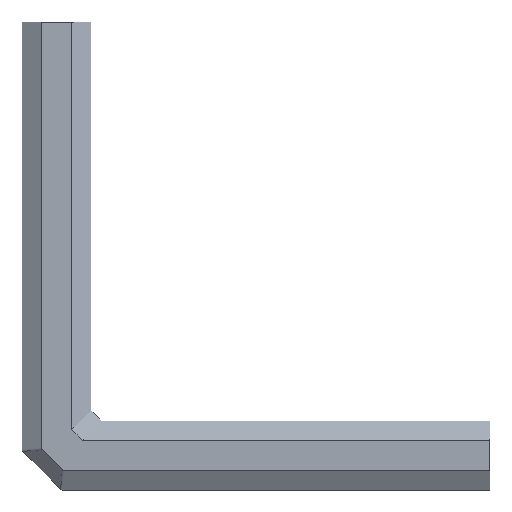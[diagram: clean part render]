
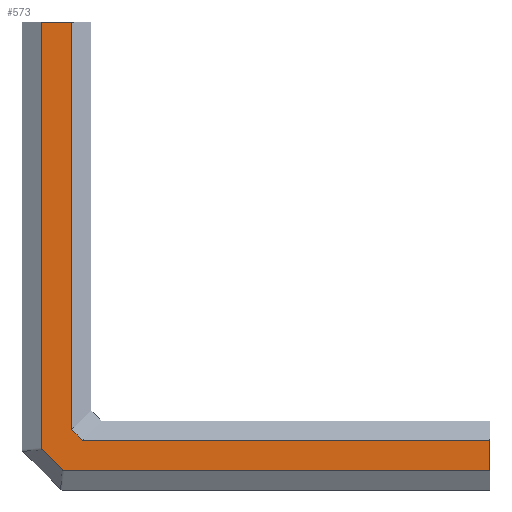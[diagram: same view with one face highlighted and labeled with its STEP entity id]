
A CAD part, top view. The second image highlights one B-rep face of the part: STEP entity #573.
In plain terms, the highlighted planar face has unit normal (0, 0, 1).
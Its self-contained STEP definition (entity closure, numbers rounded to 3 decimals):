
#46=PLANE('',#615);
#70=FACE_OUTER_BOUND('',#108,.T.);
#108=EDGE_LOOP('',(#404,#405,#406,#407,#408,#409,#410,#411,#412,#413));
#156=LINE('',#880,#209);
#157=LINE('',#884,#210);
#158=LINE('',#886,#211);
#159=LINE('',#888,#212);
#160=LINE('',#890,#213);
#161=LINE('',#892,#214);
#162=LINE('',#894,#215);
#163=LINE('',#895,#216);
#209=VECTOR('',#688,10.);
#210=VECTOR('',#691,10.);
#211=VECTOR('',#692,10.);
#212=VECTOR('',#693,10.);
#213=VECTOR('',#694,10.);
#214=VECTOR('',#695,10.);
#215=VECTOR('',#696,10.);
#216=VECTOR('',#697,10.);
#261=ELLIPSE('',#614,3.363,1.675);
#262=ELLIPSE('',#616,3.363,1.675);
#268=VERTEX_POINT('',#864);
#269=VERTEX_POINT('',#866);
#271=VERTEX_POINT('',#879);
#272=VERTEX_POINT('',#881);
#273=VERTEX_POINT('',#883);
#274=VERTEX_POINT('',#885);
#275=VERTEX_POINT('',#887);
#276=VERTEX_POINT('',#889);
#277=VERTEX_POINT('',#891);
#278=VERTEX_POINT('',#893);
#320=EDGE_CURVE('',#268,#269,#261,.T.);
#323=EDGE_CURVE('',#268,#271,#156,.T.);
#324=EDGE_CURVE('',#272,#271,#262,.T.);
#325=EDGE_CURVE('',#272,#273,#157,.T.);
#326=EDGE_CURVE('',#274,#273,#158,.T.);
#327=EDGE_CURVE('',#275,#274,#159,.T.);
#328=EDGE_CURVE('',#276,#275,#160,.T.);
#329=EDGE_CURVE('',#277,#276,#161,.T.);
#330=EDGE_CURVE('',#277,#278,#162,.T.);
#331=EDGE_CURVE('',#269,#278,#163,.T.);
#404=ORIENTED_EDGE('',*,*,#320,.F.);
#405=ORIENTED_EDGE('',*,*,#323,.T.);
#406=ORIENTED_EDGE('',*,*,#324,.F.);
#407=ORIENTED_EDGE('',*,*,#325,.T.);
#408=ORIENTED_EDGE('',*,*,#326,.F.);
#409=ORIENTED_EDGE('',*,*,#327,.F.);
#410=ORIENTED_EDGE('',*,*,#328,.F.);
#411=ORIENTED_EDGE('',*,*,#329,.F.);
#412=ORIENTED_EDGE('',*,*,#330,.T.);
#413=ORIENTED_EDGE('',*,*,#331,.F.);
#573=ADVANCED_FACE('',(#70),#46,.T.);
#614=AXIS2_PLACEMENT_3D('',#867,#683,#684);
#615=AXIS2_PLACEMENT_3D('',#878,#686,#687);
#616=AXIS2_PLACEMENT_3D('',#882,#689,#690);
#683=DIRECTION('center_axis',(0.,0.,-1.));
#684=DIRECTION('ref_axis',(-0.995,-0.101,0.));
#686=DIRECTION('center_axis',(0.,0.,1.));
#687=DIRECTION('ref_axis',(1.,0.,0.));
#688=DIRECTION('',(0.707,-0.707,0.));
#689=DIRECTION('center_axis',(0.,0.,-1.));
#690=DIRECTION('ref_axis',(-0.101,-0.995,0.));
#691=DIRECTION('',(1.,0.,0.));
#692=DIRECTION('',(0.,-1.,0.));
#693=DIRECTION('',(1.,0.,0.));
#694=DIRECTION('',(0.707,-0.707,0.));
#695=DIRECTION('',(0.,-1.,0.));
#696=DIRECTION('',(-1.,0.,0.));
#697=DIRECTION('',(0.,1.,0.));
#864=CARTESIAN_POINT('',(-162.686,-155.314,61.));
#866=CARTESIAN_POINT('',(-163.,-154.627,61.));
#867=CARTESIAN_POINT('Origin',(-159.65,-154.373,61.));
#878=CARTESIAN_POINT('Origin',(0.,0.,
61.));
#879=CARTESIAN_POINT('',(-155.314,-162.686,61.));
#880=CARTESIAN_POINT('',(-159.,-159.,61.));
#881=CARTESIAN_POINT('',(-154.627,-163.,61.));
#882=CARTESIAN_POINT('Origin',(-154.373,-159.65,61.));
#883=CARTESIAN_POINT('',(0.,-163.,61.));
#884=CARTESIAN_POINT('',(-40.151,-163.,61.));
#885=CARTESIAN_POINT('',(0.,-152.,61.));
#886=CARTESIAN_POINT('',(0.,-154.75,61.));
#887=CARTESIAN_POINT('',(-148.031,-152.,61.));
#888=CARTESIAN_POINT('',(-40.151,-152.,61.));
#889=CARTESIAN_POINT('',(-152.,-148.031,61.));
#890=CARTESIAN_POINT('',(-150.016,-150.016,61.));
#891=CARTESIAN_POINT('',(-152.,0.,61.));
#892=CARTESIAN_POINT('',(-152.,-70.5,61.));
#893=CARTESIAN_POINT('',(-163.,0.,61.));
#894=CARTESIAN_POINT('',(-160.25,0.,61.));
#895=CARTESIAN_POINT('',(-163.,77.5,61.));
